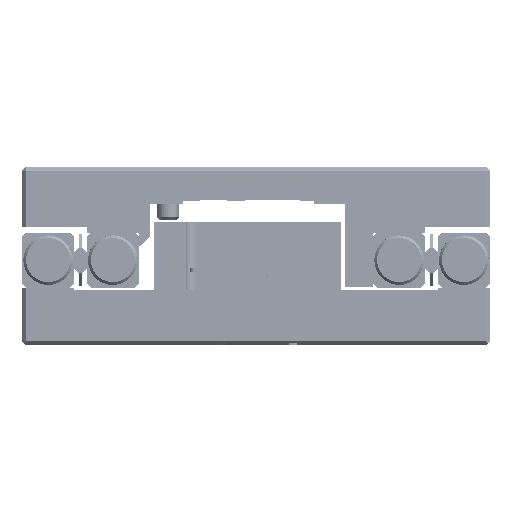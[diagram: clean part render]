
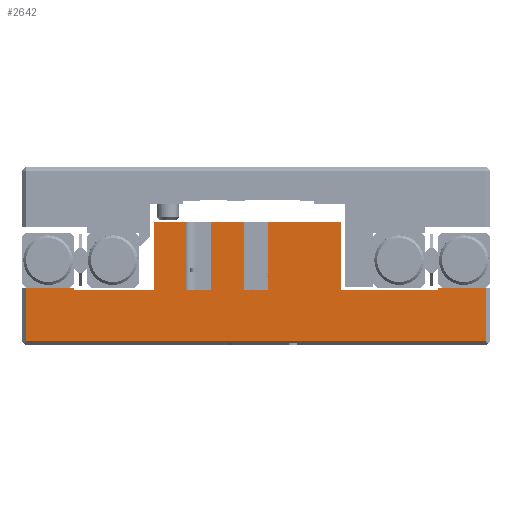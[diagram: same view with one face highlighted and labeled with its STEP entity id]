
A CAD part, left-side view. The second image highlights one B-rep face of the part: STEP entity #2642.
In plain terms, the highlighted planar face has unit normal (-1, 0, 0).
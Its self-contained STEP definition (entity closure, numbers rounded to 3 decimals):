
#2642=ADVANCED_FACE('',(#3984),#3500,.F.);
#3500=PLANE('',#15529);
#3984=FACE_OUTER_BOUND('',#4452,.T.);
#4452=EDGE_LOOP('',(#5782,#5783,#5784,#5785,#5786,#5787,#5788,#5789,#5790,
#5791,#5792,#5793,#5794,#5795,#5796,#5797,#5798,#5799,#5800,#5801));
#5782=ORIENTED_EDGE('',*,*,#11205,.F.);
#5783=ORIENTED_EDGE('',*,*,#11206,.T.);
#5784=ORIENTED_EDGE('',*,*,#11207,.T.);
#5785=ORIENTED_EDGE('',*,*,#11208,.T.);
#5786=ORIENTED_EDGE('',*,*,#11209,.F.);
#5787=ORIENTED_EDGE('',*,*,#11210,.F.);
#5788=ORIENTED_EDGE('',*,*,#11211,.F.);
#5789=ORIENTED_EDGE('',*,*,#11212,.F.);
#5790=ORIENTED_EDGE('',*,*,#11213,.F.);
#5791=ORIENTED_EDGE('',*,*,#11214,.T.);
#5792=ORIENTED_EDGE('',*,*,#11215,.T.);
#5793=ORIENTED_EDGE('',*,*,#11216,.T.);
#5794=ORIENTED_EDGE('',*,*,#11217,.F.);
#5795=ORIENTED_EDGE('',*,*,#11218,.T.);
#5796=ORIENTED_EDGE('',*,*,#11219,.T.);
#5797=ORIENTED_EDGE('',*,*,#11220,.T.);
#5798=ORIENTED_EDGE('',*,*,#11221,.F.);
#5799=ORIENTED_EDGE('',*,*,#11222,.F.);
#5800=ORIENTED_EDGE('',*,*,#11223,.F.);
#5801=ORIENTED_EDGE('',*,*,#11224,.F.);
#9764=VERTEX_POINT('',#21217);
#9765=VERTEX_POINT('',#21218);
#9766=VERTEX_POINT('',#21220);
#9767=VERTEX_POINT('',#21222);
#9768=VERTEX_POINT('',#21224);
#9769=VERTEX_POINT('',#21226);
#9770=VERTEX_POINT('',#21228);
#9771=VERTEX_POINT('',#21230);
#9772=VERTEX_POINT('',#21232);
#9773=VERTEX_POINT('',#21234);
#9774=VERTEX_POINT('',#21236);
#9775=VERTEX_POINT('',#21238);
#9776=VERTEX_POINT('',#21240);
#9777=VERTEX_POINT('',#21242);
#9778=VERTEX_POINT('',#21244);
#9779=VERTEX_POINT('',#21246);
#9780=VERTEX_POINT('',#21248);
#9781=VERTEX_POINT('',#21250);
#9782=VERTEX_POINT('',#21252);
#9783=VERTEX_POINT('',#21254);
#11205=EDGE_CURVE('',#9764,#9765,#13196,.T.);
#11206=EDGE_CURVE('',#9764,#9766,#13197,.T.);
#11207=EDGE_CURVE('',#9766,#9767,#13198,.T.);
#11208=EDGE_CURVE('',#9767,#9768,#13199,.T.);
#11209=EDGE_CURVE('',#9769,#9768,#13200,.T.);
#11210=EDGE_CURVE('',#9770,#9769,#13201,.T.);
#11211=EDGE_CURVE('',#9771,#9770,#13202,.T.);
#11212=EDGE_CURVE('',#9772,#9771,#13203,.T.);
#11213=EDGE_CURVE('',#9773,#9772,#13204,.T.);
#11214=EDGE_CURVE('',#9773,#9774,#13205,.T.);
#11215=EDGE_CURVE('',#9774,#9775,#13206,.T.);
#11216=EDGE_CURVE('',#9775,#9776,#13207,.T.);
#11217=EDGE_CURVE('',#9777,#9776,#13208,.T.);
#11218=EDGE_CURVE('',#9777,#9778,#13209,.T.);
#11219=EDGE_CURVE('',#9778,#9779,#13210,.T.);
#11220=EDGE_CURVE('',#9779,#9780,#13211,.T.);
#11221=EDGE_CURVE('',#9781,#9780,#13212,.T.);
#11222=EDGE_CURVE('',#9782,#9781,#13213,.T.);
#11223=EDGE_CURVE('',#9783,#9782,#13214,.T.);
#11224=EDGE_CURVE('',#9765,#9783,#13215,.T.);
#13196=LINE('',#21216,#14362);
#13197=LINE('',#21219,#14363);
#13198=LINE('',#21221,#14364);
#13199=LINE('',#21223,#14365);
#13200=LINE('',#21225,#14366);
#13201=LINE('',#21227,#14367);
#13202=LINE('',#21229,#14368);
#13203=LINE('',#21231,#14369);
#13204=LINE('',#21233,#14370);
#13205=LINE('',#21235,#14371);
#13206=LINE('',#21237,#14372);
#13207=LINE('',#21239,#14373);
#13208=LINE('',#21241,#14374);
#13209=LINE('',#21243,#14375);
#13210=LINE('',#21245,#14376);
#13211=LINE('',#21247,#14377);
#13212=LINE('',#21249,#14378);
#13213=LINE('',#21251,#14379);
#13214=LINE('',#21253,#14380);
#13215=LINE('',#21255,#14381);
#14362=VECTOR('',#17037,1.);
#14363=VECTOR('',#17038,1.);
#14364=VECTOR('',#17039,1.);
#14365=VECTOR('',#17040,1.);
#14366=VECTOR('',#17041,1.);
#14367=VECTOR('',#17042,1.);
#14368=VECTOR('',#17043,1.);
#14369=VECTOR('',#17044,1.);
#14370=VECTOR('',#17045,1.);
#14371=VECTOR('',#17046,1.);
#14372=VECTOR('',#17047,1.);
#14373=VECTOR('',#17048,1.);
#14374=VECTOR('',#17049,1.);
#14375=VECTOR('',#17050,1.);
#14376=VECTOR('',#17051,1.);
#14377=VECTOR('',#17052,1.);
#14378=VECTOR('',#17053,1.);
#14379=VECTOR('',#17054,1.);
#14380=VECTOR('',#17055,1.);
#14381=VECTOR('',#17056,1.);
#15529=AXIS2_PLACEMENT_3D('',#21256,#17057,#17058);
#17037=DIRECTION('',(0.,-1.,0.));
#17038=DIRECTION('',(0.,0.,-1.));
#17039=DIRECTION('',(0.,-1.,0.));
#17040=DIRECTION('',(0.,0.,1.));
#17041=DIRECTION('',(0.,-1.,0.));
#17042=DIRECTION('',(0.,0.,1.));
#17043=DIRECTION('',(0.,-1.,0.));
#17044=DIRECTION('',(0.,0.,-1.));
#17045=DIRECTION('',(0.,-1.,0.));
#17046=DIRECTION('',(0.,0.,-1.));
#17047=DIRECTION('',(0.,1.,0.));
#17048=DIRECTION('',(0.,0.,1.));
#17049=DIRECTION('',(0.,-1.,0.));
#17050=DIRECTION('',(0.,0.,-1.));
#17051=DIRECTION('',(0.,1.,0.));
#17052=DIRECTION('',(0.,0.,1.));
#17053=DIRECTION('',(0.,-1.,0.));
#17054=DIRECTION('',(0.,0.,1.));
#17055=DIRECTION('',(0.,-1.,0.));
#17056=DIRECTION('',(0.,0.,-1.));
#17057=DIRECTION('',(1.,0.,0.));
#17058=DIRECTION('',(0.,0.,-1.));
#21216=CARTESIAN_POINT('',(-40.,17.,4.2));
#21217=CARTESIAN_POINT('',(-40.,16.7,4.2));
#21218=CARTESIAN_POINT('',(-40.,13.2,4.2));
#21219=CARTESIAN_POINT('',(-40.,16.7,0.));
#21220=CARTESIAN_POINT('',(-40.,16.7,0.3));
#21221=CARTESIAN_POINT('',(-40.,0.,0.3));
#21222=CARTESIAN_POINT('',(-40.,-16.7,0.3));
#21223=CARTESIAN_POINT('',(-40.,-16.7,0.));
#21224=CARTESIAN_POINT('',(-40.,-16.7,4.2));
#21225=CARTESIAN_POINT('',(-40.,-13.2,4.2));
#21226=CARTESIAN_POINT('',(-40.,-13.2,4.2));
#21227=CARTESIAN_POINT('',(-40.,-13.2,4.));
#21228=CARTESIAN_POINT('',(-40.,-13.2,4.));
#21229=CARTESIAN_POINT('',(-40.,-6.2,4.));
#21230=CARTESIAN_POINT('',(-40.,-6.2,4.));
#21231=CARTESIAN_POINT('',(-40.,-6.2,9.));
#21232=CARTESIAN_POINT('',(-40.,-6.2,9.));
#21233=CARTESIAN_POINT('',(-40.,7.4,9.));
#21234=CARTESIAN_POINT('',(-40.,-0.9,9.));
#21235=CARTESIAN_POINT('',(-40.,-0.9,9.5));
#21236=CARTESIAN_POINT('',(-40.,-0.9,4.));
#21237=CARTESIAN_POINT('',(-40.,0.9,4.));
#21238=CARTESIAN_POINT('',(-40.,0.9,4.));
#21239=CARTESIAN_POINT('',(-40.,0.9,9.5));
#21240=CARTESIAN_POINT('',(-40.,0.9,9.));
#21241=CARTESIAN_POINT('',(-40.,7.4,9.));
#21242=CARTESIAN_POINT('',(-40.,3.3,9.));
#21243=CARTESIAN_POINT('',(-40.,3.3,9.5));
#21244=CARTESIAN_POINT('',(-40.,3.3,4.));
#21245=CARTESIAN_POINT('',(-40.,5.1,4.));
#21246=CARTESIAN_POINT('',(-40.,5.1,4.));
#21247=CARTESIAN_POINT('',(-40.,5.1,9.5));
#21248=CARTESIAN_POINT('',(-40.,5.1,9.));
#21249=CARTESIAN_POINT('',(-40.,7.4,9.));
#21250=CARTESIAN_POINT('',(-40.,7.4,9.));
#21251=CARTESIAN_POINT('',(-40.,7.4,4.));
#21252=CARTESIAN_POINT('',(-40.,7.4,4.));
#21253=CARTESIAN_POINT('',(-40.,13.2,4.));
#21254=CARTESIAN_POINT('',(-40.,13.2,4.));
#21255=CARTESIAN_POINT('',(-40.,13.2,4.2));
#21256=CARTESIAN_POINT('',(-40.,0.,0.));
